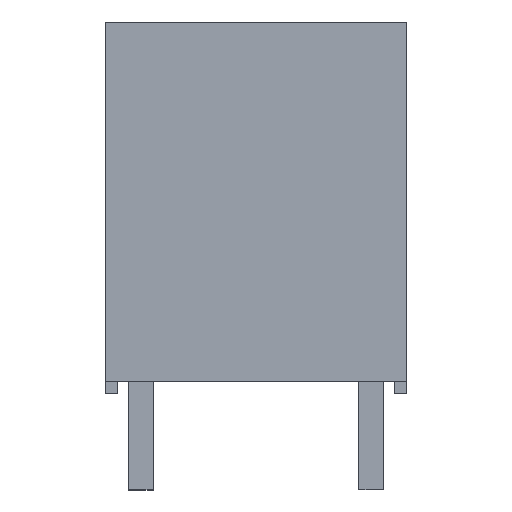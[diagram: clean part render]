
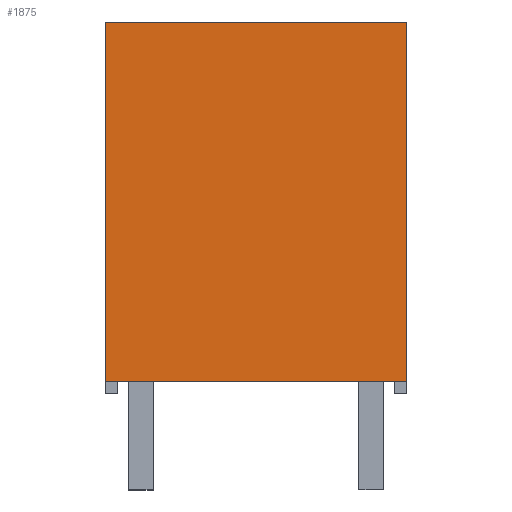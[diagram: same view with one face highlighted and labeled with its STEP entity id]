
A CAD part, left-side view. The second image highlights one B-rep face of the part: STEP entity #1875.
In plain terms, the highlighted free-form (B-spline) face has degree [1, 1] with [2, 2] control points.
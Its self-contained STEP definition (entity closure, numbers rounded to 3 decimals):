
#1741=CARTESIAN_POINT('',(-14.25,5.,12.3));
#1742=VERTEX_POINT('',#1741);
#1749=CARTESIAN_POINT('',(-14.25,-5.,12.3));
#1750=VERTEX_POINT('',#1749);
#1751=CARTESIAN_POINT('',(-14.25,5.,12.3));
#1752=DIRECTION('',(0.0,-1.0,0.0));
#1753=VECTOR('',#1752,10.0);
#1754=LINE('',#1751,#1753);
#1755=EDGE_CURVE('',#1742,#1750,#1754,.T.);
#1786=CARTESIAN_POINT('',(-14.25,-5.,0.4));
#1787=VERTEX_POINT('',#1786);
#1788=CARTESIAN_POINT('',(-14.25,-5.,0.4));
#1789=DIRECTION('',(0.0,0.0,1.0));
#1790=VECTOR('',#1789,11.9);
#1791=LINE('',#1788,#1790);
#1792=EDGE_CURVE('',#1787,#1750,#1791,.T.);
#1842=CARTESIAN_POINT('',(-14.25,5.,0.4));
#1843=VERTEX_POINT('',#1842);
#1850=CARTESIAN_POINT('',(-14.25,5.,0.4));
#1851=DIRECTION('',(0.0,0.0,1.0));
#1852=VECTOR('',#1851,11.9);
#1853=LINE('',#1850,#1852);
#1854=EDGE_CURVE('',#1843,#1742,#1853,.T.);
#1859=CARTESIAN_POINT('',(-14.25,-5.,0.4));
#1860=CARTESIAN_POINT('',(-14.25,-5.,12.3));
#1861=CARTESIAN_POINT('',(-14.25,5.,0.4));
#1862=CARTESIAN_POINT('',(-14.25,5.,12.3));
#1863=B_SPLINE_SURFACE_WITH_KNOTS('',1,1,((#1859,#1861),(#1860,#1862)),.UNSPECIFIED.,.F.,.F.,.U.,(2,2),(2,2),(0.0,11.9),(0.0,10.),.UNSPECIFIED.);
#1864=ORIENTED_EDGE('',*,*,#1755,.F.);
#1865=ORIENTED_EDGE('',*,*,#1854,.F.);
#1866=CARTESIAN_POINT('',(-14.25,-5.,0.4));
#1867=DIRECTION('',(0.0,1.0,0.0));
#1868=VECTOR('',#1867,10.0);
#1869=LINE('',#1866,#1868);
#1870=EDGE_CURVE('',#1787,#1843,#1869,.T.);
#1871=ORIENTED_EDGE('',*,*,#1870,.F.);
#1872=ORIENTED_EDGE('',*,*,#1792,.T.);
#1873=EDGE_LOOP('',(#1864,#1865,#1871,#1872));
#1874=FACE_OUTER_BOUND('',#1873,.T.);
#1875=ADVANCED_FACE('',(#1874),#1863,.T.);
